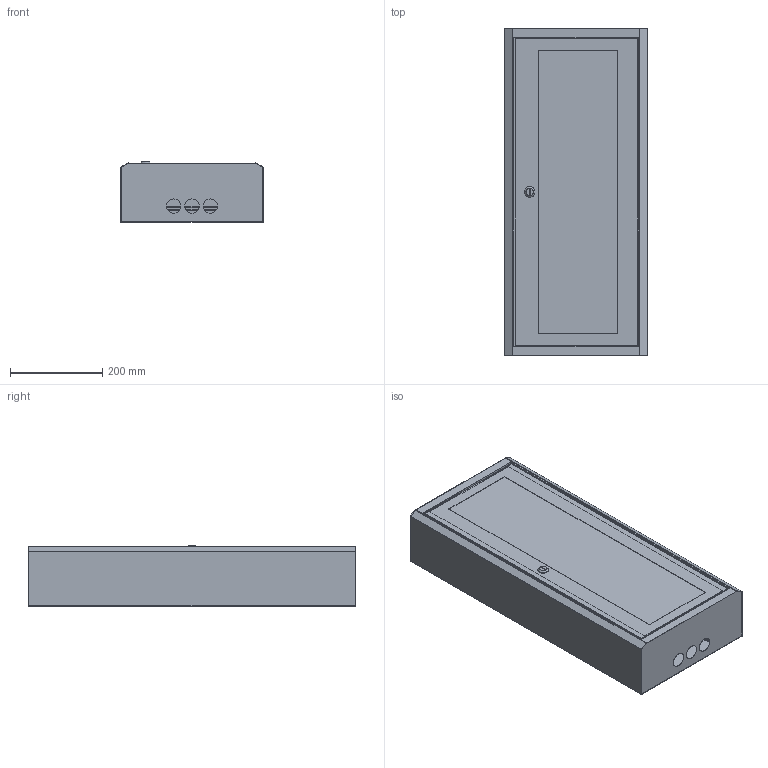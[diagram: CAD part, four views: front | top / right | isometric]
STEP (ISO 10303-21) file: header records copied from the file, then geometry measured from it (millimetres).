
FILE_DESCRIPTION (( 'STEP AP214' ), '1' );
FILE_NAME ('TITAN 5 ÙÐí-48 ñ ïð.äâ IP31.STEP', '2021-03-18T11:33:31', ( '' ), ( '' ), 'SwSTEP 2.0', 'SolidWorks 2017', '' );
FILE_SCHEMA (( 'AUTOMOTIVE_DESIGN' ));
Length unit declared in the file: millimetre
Products named in the file (11): Stoika pan; DIN-Reika_18 ｢箘ｬ箘｢; Obolochka_SHRN_PRO_48; Panel_48; TITAN 5 ÙÐí-48 ñ ïð.äâ IP31; Dver_PRO_48; Panel_ShRN-48; Stoika Shin_‘â®©ª  ¤«ï è¨­; Klipsa; Support; SC GOST 17473_gost_‚¨­â A.M5x10 ƒŽ‘’ 17473-80
Assembly tree (34 placements, depth 3):
  TITAN 5 ÙÐí-48 ñ ïð.äâ IP31
    Obolochka_SHRN_PRO_48
    Dver_PRO_48
    DIN-Reika_18 ｢箘ｬ箘｢  x4
    Panel_48
      Panel_ShRN-48
      Klipsa  x6
      Stoika pan  x6
    SC GOST 17473_gost_‚¨­â A.M5x10 ƒŽ‘’ 17473-80  x10
    Stoika Shin_‘â®©ª  ¤«ï è¨­  x2
    Support  x2
Bounding box: 310 x 710 x 131 mm (x, y, z)
Volume: 1676838.2 mm3; surface area: 2197631.8 mm2
Topology: 33 solids, 33 shells, 1910 faces, 4772 edges, 2946 vertices
Faces by surface type: plane 1006, cylinder 444, bspline 212, torus 116, sphere 80, cone 52
Entity records: 25423 total; most frequent: CARTESIAN_POINT 5555, ORIENTED_EDGE 4014, DIRECTION 3952, EDGE_CURVE 2007, VECTOR 1328, LINE 1328, AXIS2_PLACEMENT_3D 1312, VERTEX_POINT 1289
